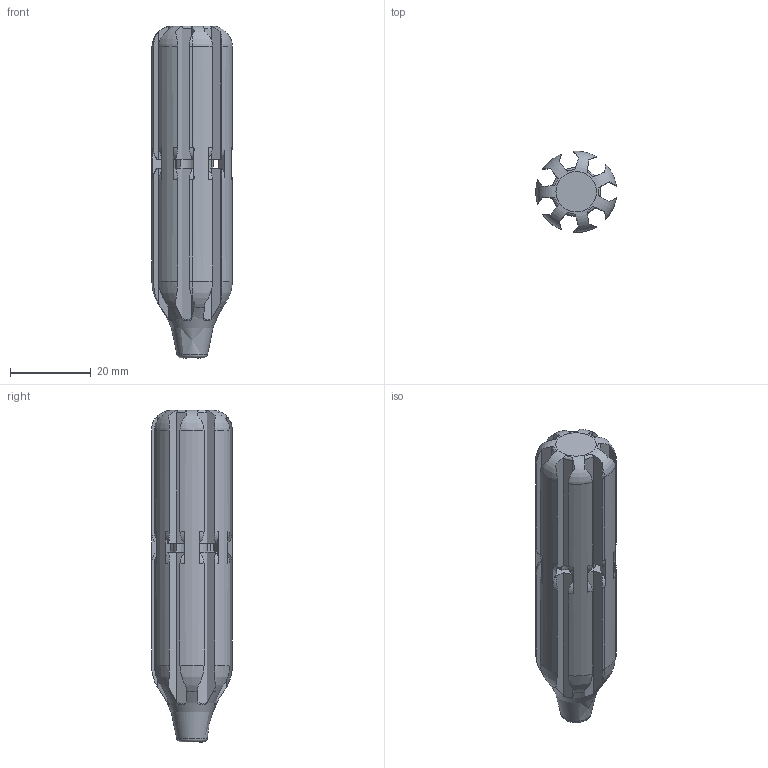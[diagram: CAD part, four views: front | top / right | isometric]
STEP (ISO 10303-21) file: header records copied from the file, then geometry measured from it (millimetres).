
FILE_DESCRIPTION(('FreeCAD Model'),'2;1');
FILE_NAME('Open CASCADE Shape Model','2022-06-08T22:03:37',(''),(''), 'Open CASCADE STEP processor 7.5','FreeCAD','Unknown');
FILE_SCHEMA(('AUTOMOTIVE_DESIGN { 1 0 10303 214 1 1 1 1 }'));
Length unit declared in the file: millimetre
Products named in the file (1): Handle
Bounding box: 19.89 x 19.99 x 82 mm (x, y, z)
Volume: 13832.2 mm3; surface area: 10053.4 mm2
Topology: 1 solids, 1 shells, 219 faces, 703 edges, 475 vertices
Faces by surface type: plane 107, bspline 43, cylinder 30, cone 28, revolution 11
Entity records: 31872 total; most frequent: CARTESIAN_POINT 19695, DIRECTION 1759, ORIENTED_EDGE 1406, PCURVE 1406, DEFINITIONAL_REPRESENTATION 1406, LINE 995, VECTOR 995, B_SPLINE_CURVE_WITH_KNOTS 775
